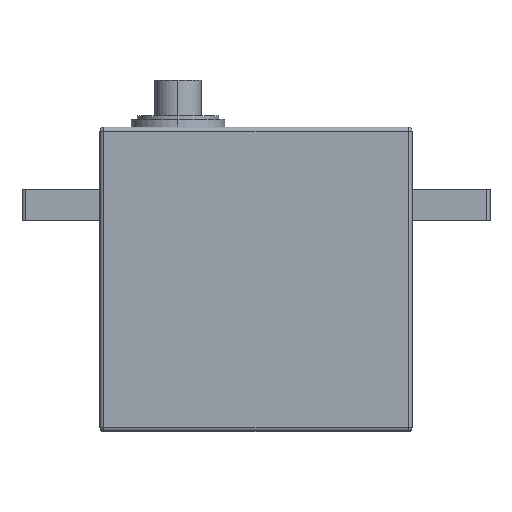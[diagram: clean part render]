
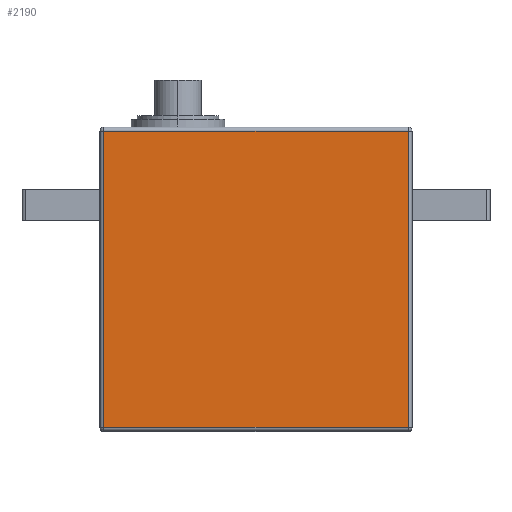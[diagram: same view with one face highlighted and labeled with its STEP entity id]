
A CAD part, top view. The second image highlights one B-rep face of the part: STEP entity #2190.
In plain terms, the highlighted planar face has unit normal (0, 0, 1).
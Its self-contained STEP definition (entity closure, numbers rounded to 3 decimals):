
#7 = LINE ( 'NONE', #2236, #1919 ) ;
#120 = CARTESIAN_POINT ( 'NONE',  ( 39.5, -38.5, 20. ) ) ;
#196 = CARTESIAN_POINT ( 'NONE',  ( 0.5, -0.5, 20. ) ) ;
#215 = ORIENTED_EDGE ( 'NONE', *, *, #751, .T. ) ;
#271 = EDGE_CURVE ( 'NONE', #2432, #1547, #2595, .T. ) ;
#363 = VECTOR ( 'NONE', #2500, 1000. ) ;
#617 = CARTESIAN_POINT ( 'NONE',  ( 39.5, -38.5, 20. ) ) ;
#751 = EDGE_CURVE ( 'NONE', #2012, #2287, #1859, .T. ) ;
#912 = AXIS2_PLACEMENT_3D ( 'NONE', #1472, #2346, #1902 ) ;
#1144 = DIRECTION ( 'NONE',  ( 0., -1., 0. ) ) ;
#1268 = CARTESIAN_POINT ( 'NONE',  ( 0., -0.5, 20. ) ) ;
#1306 = ORIENTED_EDGE ( 'NONE', *, *, #2434, .T. ) ;
#1357 = CARTESIAN_POINT ( 'NONE',  ( 0.5, -38.5, 20. ) ) ;
#1472 = CARTESIAN_POINT ( 'NONE',  ( 0., 0., 20. ) ) ;
#1497 = EDGE_LOOP ( 'NONE', ( #1306, #2738, #1751, #215 ) ) ;
#1547 = VERTEX_POINT ( 'NONE', #120 ) ;
#1550 = EDGE_CURVE ( 'NONE', #1547, #2012, #1613, .T. ) ;
#1613 = LINE ( 'NONE', #1666, #363 ) ;
#1666 = CARTESIAN_POINT ( 'NONE',  ( 39.5, -0.5, 20. ) ) ;
#1685 = FACE_OUTER_BOUND ( 'NONE', #1497, .T. ) ;
#1751 = ORIENTED_EDGE ( 'NONE', *, *, #1550, .T. ) ;
#1859 = LINE ( 'NONE', #1268, #1905 ) ;
#1902 = DIRECTION ( 'NONE',  ( 1., 0., 0. ) ) ;
#1905 = VECTOR ( 'NONE', #1935, 1000. ) ;
#1919 = VECTOR ( 'NONE', #1144, 1000. ) ;
#1935 = DIRECTION ( 'NONE',  ( -1., 0., 0. ) ) ;
#1949 = PLANE ( 'NONE',  #912 ) ;
#2012 = VERTEX_POINT ( 'NONE', #2295 ) ;
#2190 = ADVANCED_FACE ( 'NONE', ( #1685 ), #1949, .T. ) ;
#2236 = CARTESIAN_POINT ( 'NONE',  ( 0.5, -39., 20. ) ) ;
#2287 = VERTEX_POINT ( 'NONE', #196 ) ;
#2295 = CARTESIAN_POINT ( 'NONE',  ( 39.5, -0.5, 20. ) ) ;
#2346 = DIRECTION ( 'NONE',  ( 0., 0., 1. ) ) ;
#2361 = DIRECTION ( 'NONE',  ( 1., 0., 0. ) ) ;
#2432 = VERTEX_POINT ( 'NONE', #1357 ) ;
#2434 = EDGE_CURVE ( 'NONE', #2287, #2432, #7, .T. ) ;
#2500 = DIRECTION ( 'NONE',  ( 0., 1., 0. ) ) ;
#2595 = LINE ( 'NONE', #617, #2635 ) ;
#2635 = VECTOR ( 'NONE', #2361, 1000. ) ;
#2738 = ORIENTED_EDGE ( 'NONE', *, *, #271, .T. ) ;
